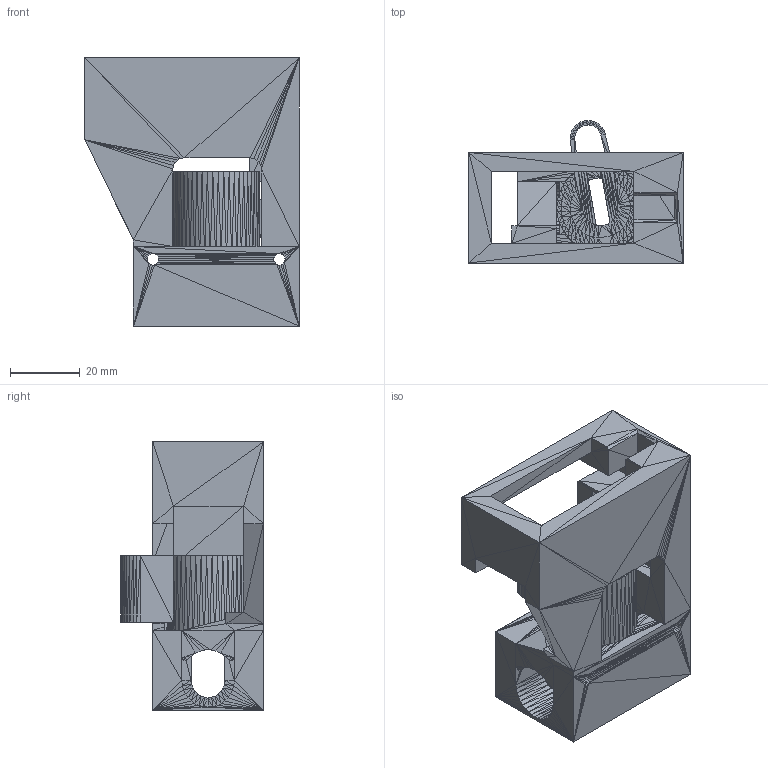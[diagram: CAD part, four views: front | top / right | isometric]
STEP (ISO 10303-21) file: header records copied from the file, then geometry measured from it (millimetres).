
FILE_DESCRIPTION(('FreeCAD Model'),'2;1');
FILE_NAME('Open CASCADE Shape Model','2025-05-22T10:29:41',(''),(''), 'Open CASCADE STEP processor 7.8','FreeCAD','Unknown');
FILE_SCHEMA(('AUTOMOTIVE_DESIGN { 1 0 10303 214 1 1 1 1 }'));
Length unit declared in the file: millimetre
Products named in the file (4): Unnamed; Scale; Scale001; Scale002
Assembly tree (3 placements, depth 2):
  Unnamed
    Scale
    Scale001
    Scale002
Bounding box: 61.51 x 40.95 x 76.96 mm (x, y, z)
Volume: 59620.1 mm3; surface area: 29112.2 mm2
Topology: 3 solids, 3 shells, 2566 faces, 3847 edges, 1267 vertices
Faces by surface type: plane 2566
Entity records: 50103 total; most frequent: DIRECTION 8987, ORIENTED_EDGE 7698, CARTESIAN_POINT 7684, EDGE_CURVE 3847, LINE 3847, VECTOR 3847, AXIS2_PLACEMENT_3D 2570, ADVANCED_FACE 2566
